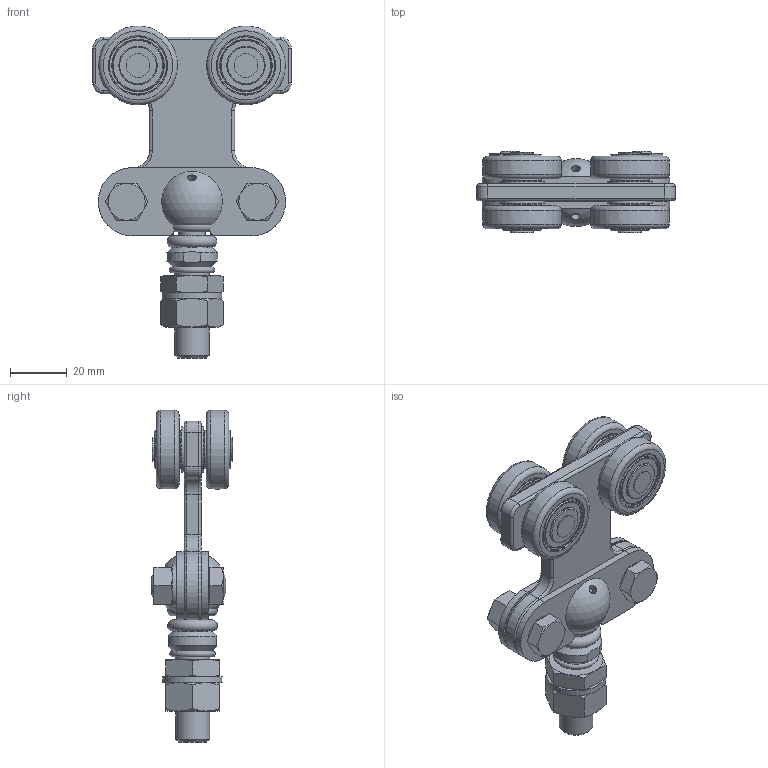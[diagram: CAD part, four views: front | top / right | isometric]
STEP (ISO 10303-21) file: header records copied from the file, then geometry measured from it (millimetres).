
FILE_DESCRIPTION(('STEP AP214'),'1');
FILE_NAME('PMH Åkvagn 1314.stp','2013-08-13T12:02:03',(' '),(' '),'Spatial InterOp 3D',' ',' ');
FILE_SCHEMA(('automotive_design'));
Length unit declared in the file: millimetre
Products named in the file (36): PMH Profilskena akvagn 1314; Part35; Part34; Part33; Part32; Part31; Part30; Part29; Part28; Part27; Part26; Part25; Part24; Part23; Part22; Part21; Part20; Part19; Part18; Part17; Part16; Part15; Part14; Part13; Part12; Part11; Part10; Part9; Part8; Part7; Part6; Part5; Part4; Part3; Part2; Part1
Assembly tree (35 placements, depth 2):
  PMH Profilskena akvagn 1314
    Part35
    Part34
    Part33
    Part32
    Part31
    Part30
    Part29
    Part28
    Part27
    Part26
    Part25
    Part24
    Part23
    Part22
    Part21
    Part20
    Part19
    Part18
    Part17
    Part16
    Part15
    Part14
    Part13
    Part12
    Part11
    Part10
    Part9
    Part8
    Part7
    Part6
    Part5
    Part4
    Part3
    Part2
    Part1
Bounding box: 70 x 28.61 x 116.88 mm (x, y, z)
Volume: 65078.7 mm3; surface area: 47538.4 mm2
Topology: 35 solids, 35 shells, 545 faces, 1222 edges, 777 vertices
Faces by surface type: plane 171, cylinder 142, cone 108, torus 103, bspline 16, sphere 5
Full cylindrical faces by diameter (mm): 3 x2, 6.647 x2, 7 x6, 7.2 x6, 8 x2, 8.5 x6, 9.5 x1, 10.106 x1, 12 x2, 12.88 x2, 13.5 x16, 14.846 x1, 16 x4, 19.6 x8, 20.5 x8, 20.9 x16
Entity records: 26853 total; most frequent: CARTESIAN_POINT 11291, DIRECTION 2206, ORIENTED_EDGE 1782, AXIS2_PLACEMENT_3D 1012, EDGE_CURVE 891, EDGE_LOOP 864, FACE_OUTER_BOUND 710, VERTEX_POINT 667
